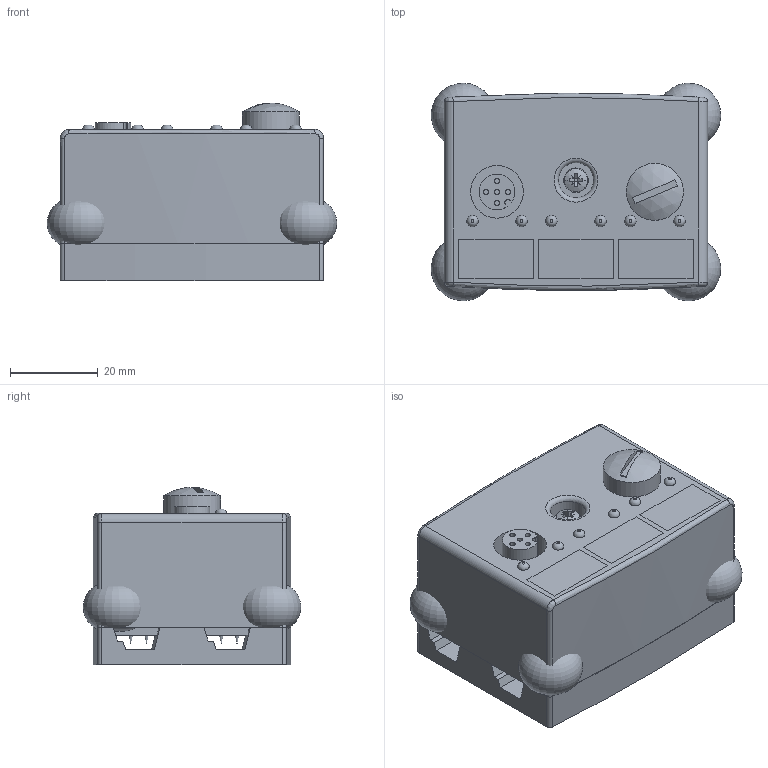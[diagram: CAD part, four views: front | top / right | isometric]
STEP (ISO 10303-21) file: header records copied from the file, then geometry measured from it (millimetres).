
FILE_DESCRIPTION(/* description */ ('Alibre Inc.'),/* implementation_level */ '2;1');
FILE_NAME(/* name */ 'export-FEB909E4-F931-45AD-BC85-C4097000D059',/* time_stamp */ '2020-09-01T11:47:32+02:00',/* author */ (''),/* organization */ (''),/* preprocessor_version */ 'ST-DEVELOPER v17',/* originating_system */ 'Alibre',/* authorisation */ '');
FILE_SCHEMA (('AUTOMOTIVE_DESIGN'));
Length unit declared in the file: millimetre
Products named in the file (9): 2; BENE INOX | 210216-3X30
Bounding box: 66 x 49.61 x 40.48 mm (x, y, z)
Volume: 92765.3 mm3; surface area: 32338 mm2
Topology: 19 solids, 20 shells, 551 faces, 1369 edges, 900 vertices
Faces by surface type: plane 240, cylinder 186, cone 50, torus 47, bspline 24, sphere 4
Full cylindrical faces by diameter (mm): 1.2 x10, 2.6 x12, 3 x1, 3.18 x4, 3.2 x4, 3.5 x2, 6 x4, 8 x2, 12 x3, 13 x1
Entity records: 12201 total; most frequent: CARTESIAN_POINT 4238, ORIENTED_EDGE 1502, DIRECTION 1458, EDGE_CURVE 751, AXIS2_PLACEMENT_3D 636, VERTEX_POINT 531, EDGE_LOOP 480, FACE_BOUND 480
